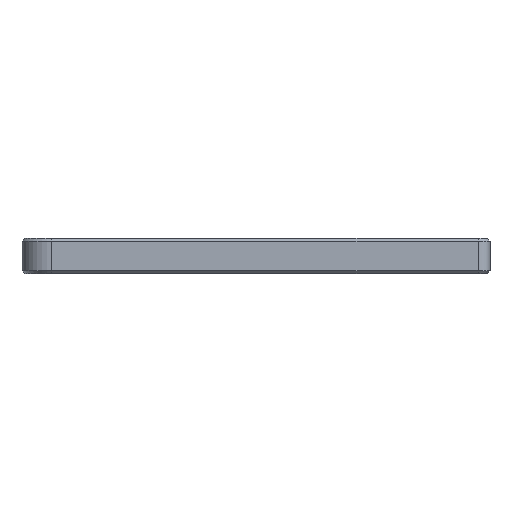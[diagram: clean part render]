
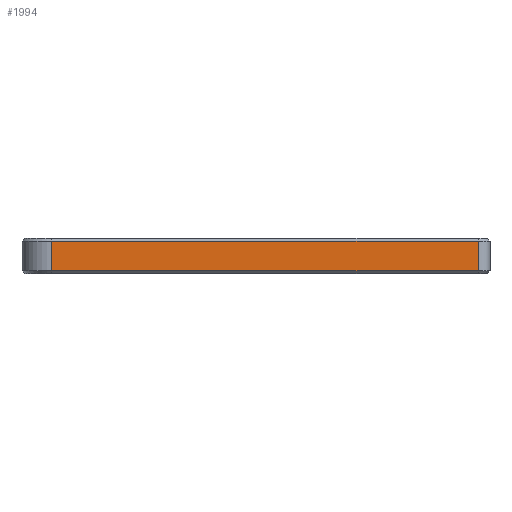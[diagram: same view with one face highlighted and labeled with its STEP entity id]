
A CAD part, front view. The second image highlights one B-rep face of the part: STEP entity #1994.
In plain terms, the highlighted planar face has unit normal (0, -1, 0).
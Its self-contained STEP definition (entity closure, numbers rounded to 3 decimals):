
#159=FACE_OUTER_BOUND('',#299,.T.);
#299=EDGE_LOOP('',(#1638,#1639,#1640,#1641));
#461=LINE('',#3267,#655);
#482=LINE('',#3327,#676);
#483=LINE('',#3330,#677);
#484=LINE('',#3331,#678);
#655=VECTOR('',#2629,1000.);
#676=VECTOR('',#2698,10.);
#677=VECTOR('',#2701,1000.);
#678=VECTOR('',#2702,1000.);
#972=VERTEX_POINT('',#3261);
#973=VERTEX_POINT('',#3265);
#988=VERTEX_POINT('',#3325);
#989=VERTEX_POINT('',#3329);
#1187=EDGE_CURVE('',#972,#973,#461,.T.);
#1217=EDGE_CURVE('',#988,#973,#482,.T.);
#1218=EDGE_CURVE('',#988,#989,#483,.T.);
#1219=EDGE_CURVE('',#972,#989,#484,.T.);
#1638=ORIENTED_EDGE('',*,*,#1187,.T.);
#1639=ORIENTED_EDGE('',*,*,#1217,.F.);
#1640=ORIENTED_EDGE('',*,*,#1218,.T.);
#1641=ORIENTED_EDGE('',*,*,#1219,.F.);
#1902=PLANE('',#2212);
#1994=ADVANCED_FACE('',(#159),#1902,.F.);
#2212=AXIS2_PLACEMENT_3D('',#3328,#2699,#2700);
#2629=DIRECTION('',(-1.,0.,0.));
#2698=DIRECTION('',(0.,0.,1.));
#2699=DIRECTION('center_axis',(0.,1.,0.));
#2700=DIRECTION('ref_axis',(-1.,0.,0.));
#2701=DIRECTION('',(1.,0.,0.));
#2702=DIRECTION('',(0.,0.,-1.));
#3261=CARTESIAN_POINT('',(22.,-27.505,5.));
#3265=CARTESIAN_POINT('',(-49.2,-27.505,5.));
#3267=CARTESIAN_POINT('',(-22.,-27.505,5.));
#3325=CARTESIAN_POINT('',(-49.2,-27.505,0.));
#3327=CARTESIAN_POINT('',(-49.2,-27.505,0.5));
#3328=CARTESIAN_POINT('Origin',(-22.,-27.505,5.5));
#3329=CARTESIAN_POINT('',(22.,-27.505,0.));
#3330=CARTESIAN_POINT('',(-22.,-27.505,0.));
#3331=CARTESIAN_POINT('',(22.,-27.505,5.5));
